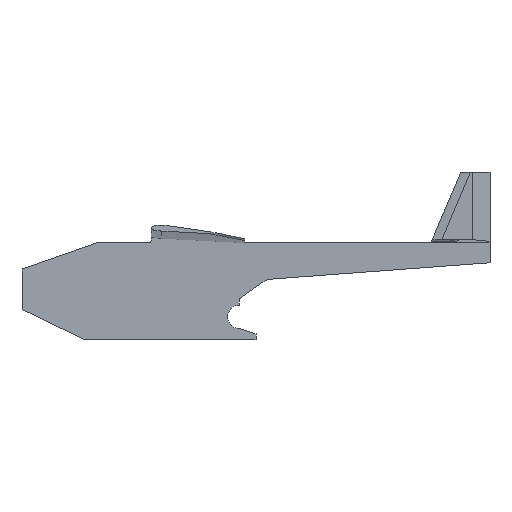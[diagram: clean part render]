
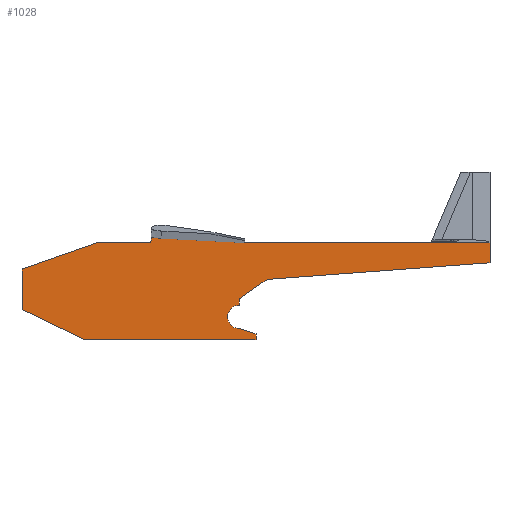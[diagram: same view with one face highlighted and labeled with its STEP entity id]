
A CAD part, front view. The second image highlights one B-rep face of the part: STEP entity #1028.
In plain terms, the highlighted planar face has unit normal (0, -1, 0).
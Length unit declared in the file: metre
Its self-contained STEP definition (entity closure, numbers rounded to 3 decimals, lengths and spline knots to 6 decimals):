
#60=CIRCLE('',#1112,0.01);
#122=ORIENTED_EDGE('',*,*,#368,.T.);
#123=ORIENTED_EDGE('',*,*,#372,.T.);
#124=ORIENTED_EDGE('',*,*,#375,.T.);
#125=ORIENTED_EDGE('',*,*,#378,.T.);
#126=ORIENTED_EDGE('',*,*,#381,.T.);
#127=ORIENTED_EDGE('',*,*,#384,.F.);
#128=ORIENTED_EDGE('',*,*,#387,.F.);
#129=ORIENTED_EDGE('',*,*,#390,.F.);
#130=ORIENTED_EDGE('',*,*,#393,.T.);
#131=ORIENTED_EDGE('',*,*,#396,.T.);
#132=ORIENTED_EDGE('',*,*,#399,.F.);
#133=ORIENTED_EDGE('',*,*,#402,.T.);
#134=ORIENTED_EDGE('',*,*,#405,.T.);
#135=ORIENTED_EDGE('',*,*,#408,.T.);
#136=ORIENTED_EDGE('',*,*,#410,.T.);
#368=EDGE_CURVE('',#521,#520,#620,.T.);
#372=EDGE_CURVE('',#520,#523,#624,.T.);
#375=EDGE_CURVE('',#523,#525,#60,.T.);
#378=EDGE_CURVE('',#525,#527,#628,.T.);
#381=EDGE_CURVE('',#527,#529,#631,.T.);
#384=EDGE_CURVE('',#531,#529,#634,.T.);
#387=EDGE_CURVE('',#533,#531,#637,.T.);
#390=EDGE_CURVE('',#535,#533,#640,.T.);
#393=EDGE_CURVE('',#535,#537,#643,.T.);
#396=EDGE_CURVE('',#537,#539,#646,.T.);
#399=EDGE_CURVE('',#541,#539,#649,.T.);
#402=EDGE_CURVE('',#541,#543,#652,.T.);
#405=EDGE_CURVE('',#543,#545,#655,.T.);
#408=EDGE_CURVE('',#545,#547,#658,.T.);
#410=EDGE_CURVE('',#547,#521,#660,.T.);
#520=VERTEX_POINT('',#1393);
#521=VERTEX_POINT('',#1395);
#523=VERTEX_POINT('',#1401);
#525=VERTEX_POINT('',#1407);
#527=VERTEX_POINT('',#1413);
#529=VERTEX_POINT('',#1419);
#531=VERTEX_POINT('',#1425);
#533=VERTEX_POINT('',#1431);
#535=VERTEX_POINT('',#1437);
#537=VERTEX_POINT('',#1443);
#539=VERTEX_POINT('',#1449);
#541=VERTEX_POINT('',#1455);
#543=VERTEX_POINT('',#1461);
#545=VERTEX_POINT('',#1467);
#547=VERTEX_POINT('',#1473);
#620=LINE('',#1394,#735);
#624=LINE('',#1402,#739);
#628=LINE('',#1414,#743);
#631=LINE('',#1420,#746);
#634=LINE('',#1426,#749);
#637=LINE('',#1432,#752);
#640=LINE('',#1438,#755);
#643=LINE('',#1444,#758);
#646=LINE('',#1450,#761);
#649=LINE('',#1456,#764);
#652=LINE('',#1462,#767);
#655=LINE('',#1468,#770);
#658=LINE('',#1474,#773);
#660=LINE('',#1477,#775);
#735=VECTOR('',#1168,1.);
#739=VECTOR('',#1174,1.);
#743=VECTOR('',#1186,1.);
#746=VECTOR('',#1191,1.);
#749=VECTOR('',#1196,1.);
#752=VECTOR('',#1201,1.);
#755=VECTOR('',#1206,1.);
#758=VECTOR('',#1211,1.);
#761=VECTOR('',#1216,1.);
#764=VECTOR('',#1221,1.);
#767=VECTOR('',#1226,1.);
#770=VECTOR('',#1231,1.);
#773=VECTOR('',#1236,1.);
#775=VECTOR('',#1240,1.);
#863=EDGE_LOOP('',(#122,#123,#124,#125,#126,#127,#128,#129,#130,#131,#132,
#133,#134,#135,#136));
#921=FACE_BOUND('',#863,.T.);
#978=PLANE('',#1125);
#1028=ADVANCED_FACE('',(#921),#978,.T.);
#1112=AXIS2_PLACEMENT_3D('',#1408,#1180,#1181);
#1125=AXIS2_PLACEMENT_3D('',#1478,#1241,#1242);
#1168=DIRECTION('',(0.,0.,1.));
#1174=DIRECTION('',(-0.956,0.,0.292));
#1180=DIRECTION('',(0.,1.,0.));
#1181=DIRECTION('',(0.,0.,-1.));
#1186=DIRECTION('',(0.,0.,1.));
#1191=DIRECTION('',(0.822,0.,0.57));
#1196=DIRECTION('',(-0.997,0.,-0.074));
#1201=DIRECTION('',(0.,0.,-1.));
#1206=DIRECTION('',(1.,0.,0.));
#1211=DIRECTION('',(-0.999,0.,0.052));
#1216=DIRECTION('',(-0.052,0.,-0.999));
#1221=DIRECTION('',(1.,0.,0.));
#1226=DIRECTION('',(-0.943,0.,-0.332));
#1231=DIRECTION('',(0.,0.,-1.));
#1236=DIRECTION('',(0.902,0.,-0.431));
#1240=DIRECTION('',(1.,0.,0.));
#1241=DIRECTION('',(0.,-1.,0.));
#1242=DIRECTION('',(1.,0.,0.));
#1393=CARTESIAN_POINT('',(0.012507,-0.006,-0.065672));
#1394=CARTESIAN_POINT('',(0.012507,-0.006,-0.068172));
#1395=CARTESIAN_POINT('',(0.012507,-0.006,-0.070672));
#1401=CARTESIAN_POINT('',(-0.001837,-0.006,-0.061286));
#1402=CARTESIAN_POINT('',(0.005335,-0.006,-0.063479));
#1407=CARTESIAN_POINT('',(-0.001837,-0.006,-0.041286));
#1408=CARTESIAN_POINT('',(-0.001837,-0.006,-0.051286));
#1413=CARTESIAN_POINT('',(-0.001837,-0.006,-0.0357));
#1414=CARTESIAN_POINT('',(-0.001837,-0.006,-0.038493));
#1419=CARTESIAN_POINT('',(0.022008,-0.006,-0.019159));
#1420=CARTESIAN_POINT('',(0.010085,-0.006,-0.027429));
#1425=CARTESIAN_POINT('',(0.212507,-0.006,-0.004979));
#1426=CARTESIAN_POINT('',(0.117257,-0.006,-0.012069));
#1431=CARTESIAN_POINT('',(0.212507,-0.006,0.012315));
#1432=CARTESIAN_POINT('',(0.212507,-0.006,0.003668));
#1437=CARTESIAN_POINT('',(0.0028,-0.006,0.012315));
#1438=CARTESIAN_POINT('',(0.107653,-0.006,0.012315));
#1443=CARTESIAN_POINT('',(-0.07709,-0.006,0.016502));
#1444=CARTESIAN_POINT('',(-0.037145,-0.006,0.014408));
#1449=CARTESIAN_POINT('',(-0.07731,-0.006,0.012315));
#1450=CARTESIAN_POINT('',(-0.0772,-0.006,0.014408));
#1455=CARTESIAN_POINT('',(-0.123274,-0.006,0.012315));
#1456=CARTESIAN_POINT('',(-0.100292,-0.006,0.012315));
#1461=CARTESIAN_POINT('',(-0.187493,-0.006,-0.010272));
#1462=CARTESIAN_POINT('',(-0.155384,-0.006,0.001021));
#1467=CARTESIAN_POINT('',(-0.187493,-0.006,-0.044985));
#1468=CARTESIAN_POINT('',(-0.187493,-0.006,-0.027628));
#1473=CARTESIAN_POINT('',(-0.133688,-0.006,-0.070672));
#1474=CARTESIAN_POINT('',(-0.160591,-0.006,-0.057828));
#1477=CARTESIAN_POINT('',(-0.060591,-0.006,-0.070672));
#1478=CARTESIAN_POINT('',(0.012507,-0.006,-0.027085));
